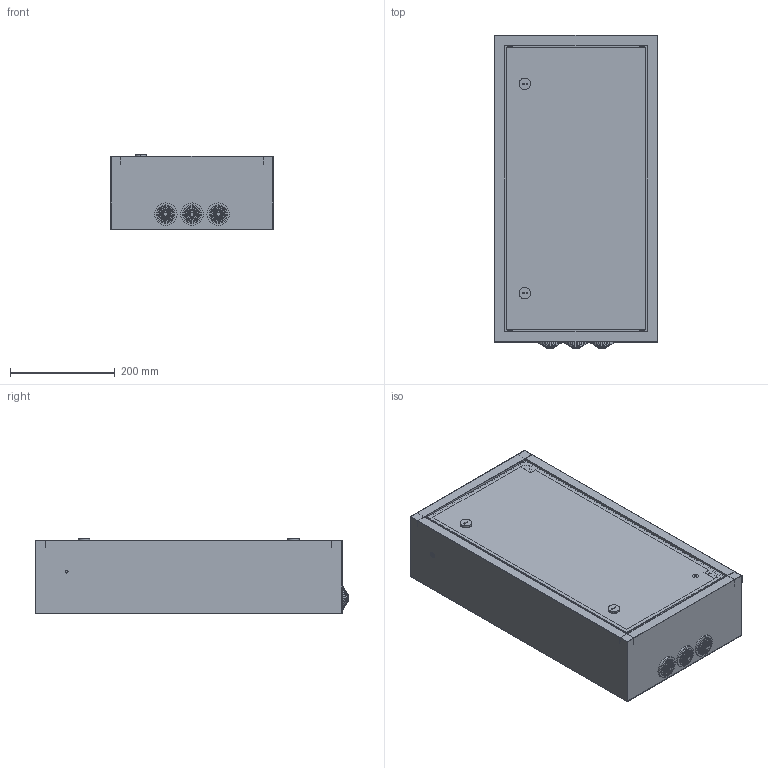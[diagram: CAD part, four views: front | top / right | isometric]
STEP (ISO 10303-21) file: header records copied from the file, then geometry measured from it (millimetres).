
FILE_DESCRIPTION (( 'STEP AP214' ), '1' );
FILE_NAME ('ÊÈÂÀ 223.00.00-02ÑÁ óïðîù.STEP', '2024-10-02T09:50:22', ( '' ), ( '' ), 'SwSTEP 2.0', 'SolidWorks 2022', '' );
FILE_SCHEMA (( 'AUTOMOTIVE_DESIGN' ));
Length unit declared in the file: millimetre
Products named in the file (1): КИВА 223.00.00-02СБ упрощ
Bounding box: 310 x 598.01 x 143.5 mm (x, y, z)
Volume: 2122835 mm3; surface area: 2001393.1 mm2
Topology: 29 solids, 41 shells, 2616 faces, 6969 edges, 4596 vertices
Faces by surface type: plane 1736, cylinder 636, cone 124, bspline 58, sphere 38, torus 24
Entity records: 115971 total; most frequent: CARTESIAN_POINT 21094, ORIENTED_EDGE 13914, DIRECTION 13081, EDGE_CURVE 6957, LINE 4951, VECTOR 4951, VERTEX_POINT 4594, AXIS2_PLACEMENT_3D 4065
